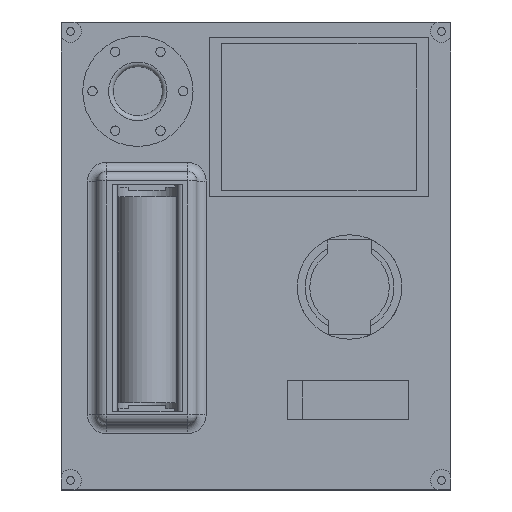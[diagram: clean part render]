
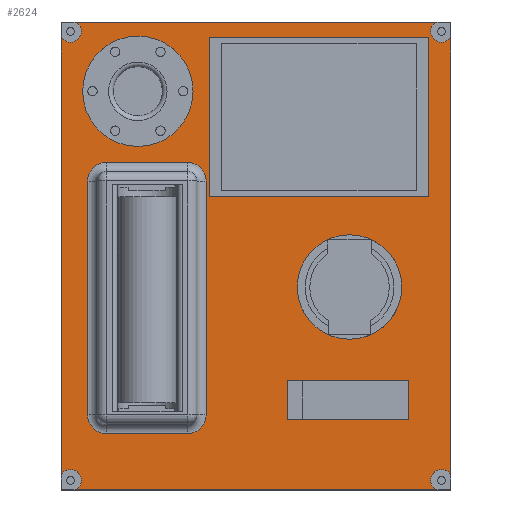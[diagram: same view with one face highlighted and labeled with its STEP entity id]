
A CAD part, top view. The second image highlights one B-rep face of the part: STEP entity #2624.
In plain terms, the highlighted planar face has unit normal (0, 0, 1).
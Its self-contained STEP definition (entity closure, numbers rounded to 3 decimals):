
#69=FACE_BOUND('',#412,.T.);
#70=FACE_BOUND('',#413,.T.);
#71=FACE_BOUND('',#414,.T.);
#72=FACE_BOUND('',#415,.T.);
#73=FACE_BOUND('',#416,.T.);
#115=PLANE('',#2862);
#238=FACE_OUTER_BOUND('',#411,.T.);
#411=EDGE_LOOP('',(#2056,#2057,#2058,#2059,#2060,#2061,#2062,#2063));
#412=EDGE_LOOP('',(#2064));
#413=EDGE_LOOP('',(#2065));
#414=EDGE_LOOP('',(#2066,#2067,#2068,#2069));
#415=EDGE_LOOP('',(#2070,#2071,#2072,#2073));
#416=EDGE_LOOP('',(#2074,#2075,#2076,#2077,#2078,#2079,#2080,#2081));
#609=LINE('',#4111,#857);
#613=LINE('',#4133,#861);
#617=LINE('',#4155,#865);
#629=LINE('',#4187,#877);
#633=LINE('',#4199,#881);
#634=LINE('',#4203,#882);
#635=LINE('',#4207,#883);
#636=LINE('',#4210,#884);
#637=LINE('',#4215,#885);
#638=LINE('',#4217,#886);
#639=LINE('',#4219,#887);
#640=LINE('',#4220,#888);
#641=LINE('',#4223,#889);
#642=LINE('',#4225,#890);
#643=LINE('',#4227,#891);
#644=LINE('',#4228,#892);
#857=VECTOR('',#3285,10.);
#861=VECTOR('',#3311,10.);
#865=VECTOR('',#3337,10.);
#877=VECTOR('',#3377,10.);
#881=VECTOR('',#3391,10.);
#882=VECTOR('',#3394,10.);
#883=VECTOR('',#3397,10.);
#884=VECTOR('',#3400,10.);
#885=VECTOR('',#3403,10.);
#886=VECTOR('',#3404,10.);
#887=VECTOR('',#3405,10.);
#888=VECTOR('',#3406,10.);
#889=VECTOR('',#3407,10.);
#890=VECTOR('',#3408,10.);
#891=VECTOR('',#3409,10.);
#892=VECTOR('',#3410,10.);
#1050=CIRCLE('',#2802,16.75);
#1055=CIRCLE('',#2813,6.);
#1061=CIRCLE('',#2820,6.);
#1066=CIRCLE('',#2829,6.);
#1073=CIRCLE('',#2840,6.);
#1083=CIRCLE('',#2863,3.5);
#1084=CIRCLE('',#2864,3.5);
#1085=CIRCLE('',#2865,3.5);
#1086=CIRCLE('',#2866,3.5);
#1087=CIRCLE('',#2867,17.7);
#1231=VERTEX_POINT('',#4080);
#1232=VERTEX_POINT('',#4093);
#1233=VERTEX_POINT('',#4094);
#1238=VERTEX_POINT('',#4105);
#1239=VERTEX_POINT('',#4107);
#1243=VERTEX_POINT('',#4124);
#1244=VERTEX_POINT('',#4125);
#1250=VERTEX_POINT('',#4146);
#1251=VERTEX_POINT('',#4147);
#1260=VERTEX_POINT('',#4195);
#1261=VERTEX_POINT('',#4196);
#1262=VERTEX_POINT('',#4198);
#1263=VERTEX_POINT('',#4200);
#1264=VERTEX_POINT('',#4202);
#1265=VERTEX_POINT('',#4204);
#1266=VERTEX_POINT('',#4206);
#1267=VERTEX_POINT('',#4208);
#1268=VERTEX_POINT('',#4211);
#1269=VERTEX_POINT('',#4213);
#1270=VERTEX_POINT('',#4214);
#1271=VERTEX_POINT('',#4216);
#1272=VERTEX_POINT('',#4218);
#1273=VERTEX_POINT('',#4221);
#1274=VERTEX_POINT('',#4222);
#1275=VERTEX_POINT('',#4224);
#1276=VERTEX_POINT('',#4226);
#1500=EDGE_CURVE('',#1231,#1231,#1050,.T.);
#1506=EDGE_CURVE('',#1232,#1233,#1055,.T.);
#1512=EDGE_CURVE('',#1238,#1239,#1061,.T.);
#1514=EDGE_CURVE('',#1233,#1238,#609,.T.);
#1521=EDGE_CURVE('',#1243,#1244,#1066,.T.);
#1525=EDGE_CURVE('',#1244,#1232,#613,.T.);
#1532=EDGE_CURVE('',#1250,#1251,#1073,.T.);
#1536=EDGE_CURVE('',#1251,#1243,#617,.T.);
#1554=EDGE_CURVE('',#1239,#1250,#629,.T.);
#1558=EDGE_CURVE('',#1260,#1261,#1083,.T.);
#1559=EDGE_CURVE('',#1261,#1262,#633,.T.);
#1560=EDGE_CURVE('',#1262,#1263,#1084,.T.);
#1561=EDGE_CURVE('',#1263,#1264,#634,.T.);
#1562=EDGE_CURVE('',#1264,#1265,#1085,.T.);
#1563=EDGE_CURVE('',#1265,#1266,#635,.T.);
#1564=EDGE_CURVE('',#1266,#1267,#1086,.T.);
#1565=EDGE_CURVE('',#1267,#1260,#636,.T.);
#1566=EDGE_CURVE('',#1268,#1268,#1087,.T.);
#1567=EDGE_CURVE('',#1269,#1270,#637,.T.);
#1568=EDGE_CURVE('',#1270,#1271,#638,.T.);
#1569=EDGE_CURVE('',#1271,#1272,#639,.T.);
#1570=EDGE_CURVE('',#1272,#1269,#640,.T.);
#1571=EDGE_CURVE('',#1273,#1274,#641,.T.);
#1572=EDGE_CURVE('',#1274,#1275,#642,.T.);
#1573=EDGE_CURVE('',#1275,#1276,#643,.T.);
#1574=EDGE_CURVE('',#1276,#1273,#644,.T.);
#2056=ORIENTED_EDGE('',*,*,#1558,.T.);
#2057=ORIENTED_EDGE('',*,*,#1559,.T.);
#2058=ORIENTED_EDGE('',*,*,#1560,.T.);
#2059=ORIENTED_EDGE('',*,*,#1561,.T.);
#2060=ORIENTED_EDGE('',*,*,#1562,.T.);
#2061=ORIENTED_EDGE('',*,*,#1563,.T.);
#2062=ORIENTED_EDGE('',*,*,#1564,.T.);
#2063=ORIENTED_EDGE('',*,*,#1565,.T.);
#2064=ORIENTED_EDGE('',*,*,#1500,.T.);
#2065=ORIENTED_EDGE('',*,*,#1566,.T.);
#2066=ORIENTED_EDGE('',*,*,#1567,.T.);
#2067=ORIENTED_EDGE('',*,*,#1568,.T.);
#2068=ORIENTED_EDGE('',*,*,#1569,.T.);
#2069=ORIENTED_EDGE('',*,*,#1570,.T.);
#2070=ORIENTED_EDGE('',*,*,#1571,.T.);
#2071=ORIENTED_EDGE('',*,*,#1572,.T.);
#2072=ORIENTED_EDGE('',*,*,#1573,.T.);
#2073=ORIENTED_EDGE('',*,*,#1574,.T.);
#2074=ORIENTED_EDGE('',*,*,#1532,.F.);
#2075=ORIENTED_EDGE('',*,*,#1554,.F.);
#2076=ORIENTED_EDGE('',*,*,#1512,.F.);
#2077=ORIENTED_EDGE('',*,*,#1514,.F.);
#2078=ORIENTED_EDGE('',*,*,#1506,.F.);
#2079=ORIENTED_EDGE('',*,*,#1525,.F.);
#2080=ORIENTED_EDGE('',*,*,#1521,.F.);
#2081=ORIENTED_EDGE('',*,*,#1536,.F.);
#2624=ADVANCED_FACE('',(#238,#69,#70,#71,#72,#73),#115,.T.);
#2802=AXIS2_PLACEMENT_3D('',#4081,#3242,#3243);
#2813=AXIS2_PLACEMENT_3D('',#4095,#3265,#3266);
#2820=AXIS2_PLACEMENT_3D('',#4108,#3279,#3280);
#2829=AXIS2_PLACEMENT_3D('',#4126,#3301,#3302);
#2840=AXIS2_PLACEMENT_3D('',#4148,#3327,#3328);
#2862=AXIS2_PLACEMENT_3D('',#4194,#3387,#3388);
#2863=AXIS2_PLACEMENT_3D('',#4197,#3389,#3390);
#2864=AXIS2_PLACEMENT_3D('',#4201,#3392,#3393);
#2865=AXIS2_PLACEMENT_3D('',#4205,#3395,#3396);
#2866=AXIS2_PLACEMENT_3D('',#4209,#3398,#3399);
#2867=AXIS2_PLACEMENT_3D('',#4212,#3401,#3402);
#3242=DIRECTION('center_axis',(0.,0.,-1.));
#3243=DIRECTION('ref_axis',(-1.,0.,0.));
#3265=DIRECTION('center_axis',(0.,0.,1.));
#3266=DIRECTION('ref_axis',(-0.707,0.707,0.));
#3279=DIRECTION('center_axis',(0.,0.,1.));
#3280=DIRECTION('ref_axis',(-0.707,-0.707,0.));
#3285=DIRECTION('',(0.,-1.,0.));
#3301=DIRECTION('center_axis',(0.,0.,1.));
#3302=DIRECTION('ref_axis',(0.707,0.707,0.));
#3311=DIRECTION('',(-1.,0.,0.));
#3327=DIRECTION('center_axis',(0.,0.,1.));
#3328=DIRECTION('ref_axis',(0.707,-0.707,0.));
#3337=DIRECTION('',(0.,1.,0.));
#3377=DIRECTION('',(1.,0.,0.));
#3387=DIRECTION('center_axis',(0.,0.,1.));
#3388=DIRECTION('ref_axis',(1.,0.,0.));
#3389=DIRECTION('center_axis',(0.,0.,-1.));
#3390=DIRECTION('ref_axis',(1.,0.,0.));
#3391=DIRECTION('',(0.,1.,0.));
#3392=DIRECTION('center_axis',(0.,0.,-1.));
#3393=DIRECTION('ref_axis',(1.,0.,0.));
#3394=DIRECTION('',(-1.,0.,0.));
#3395=DIRECTION('center_axis',(0.,0.,-1.));
#3396=DIRECTION('ref_axis',(1.,0.,0.));
#3397=DIRECTION('',(0.,-1.,0.));
#3398=DIRECTION('center_axis',(0.,0.,-1.));
#3399=DIRECTION('ref_axis',(1.,0.,0.));
#3400=DIRECTION('',(1.,0.,0.));
#3401=DIRECTION('center_axis',(0.,0.,-1.));
#3402=DIRECTION('ref_axis',(-1.,0.,0.));
#3403=DIRECTION('',(0.,-1.,0.));
#3404=DIRECTION('',(-1.,0.,0.));
#3405=DIRECTION('',(0.,1.,0.));
#3406=DIRECTION('',(1.,0.,0.));
#3407=DIRECTION('',(0.,-1.,0.));
#3408=DIRECTION('',(-1.,0.,0.));
#3409=DIRECTION('',(0.,1.,0.));
#3410=DIRECTION('',(1.,0.,0.));
#4080=CARTESIAN_POINT('',(46.75,-10.,57.));
#4081=CARTESIAN_POINT('Origin',(30.,-10.,57.));
#4093=CARTESIAN_POINT('',(-48.,30.,57.));
#4094=CARTESIAN_POINT('',(-54.,24.,57.));
#4095=CARTESIAN_POINT('Origin',(-48.,24.,57.));
#4105=CARTESIAN_POINT('',(-54.,-51.,57.));
#4107=CARTESIAN_POINT('',(-48.,-57.,57.));
#4108=CARTESIAN_POINT('Origin',(-48.,-51.,57.));
#4111=CARTESIAN_POINT('',(-54.,13.5,57.));
#4124=CARTESIAN_POINT('',(-16.,24.,57.));
#4125=CARTESIAN_POINT('',(-22.,30.,57.));
#4126=CARTESIAN_POINT('Origin',(-22.,24.,57.));
#4133=CARTESIAN_POINT('',(-9.5,30.,57.));
#4146=CARTESIAN_POINT('',(-22.,-57.,57.));
#4147=CARTESIAN_POINT('',(-16.,-51.,57.));
#4148=CARTESIAN_POINT('Origin',(-22.,-51.,57.));
#4155=CARTESIAN_POINT('',(-16.,-27.,57.));
#4187=CARTESIAN_POINT('',(-25.5,-57.,57.));
#4194=CARTESIAN_POINT('Origin',(0.,0.,57.));
#4195=CARTESIAN_POINT('',(57.697,-75.,57.));
#4196=CARTESIAN_POINT('',(62.5,-70.197,57.));
#4197=CARTESIAN_POINT('Origin',(59.5,-72.,57.));
#4198=CARTESIAN_POINT('',(62.5,70.197,57.));
#4199=CARTESIAN_POINT('',(62.5,-37.5,57.));
#4200=CARTESIAN_POINT('',(57.697,75.,57.));
#4201=CARTESIAN_POINT('Origin',(59.5,72.,57.));
#4202=CARTESIAN_POINT('',(-57.697,75.,57.));
#4203=CARTESIAN_POINT('',(31.25,75.,57.));
#4204=CARTESIAN_POINT('',(-62.5,70.197,57.));
#4205=CARTESIAN_POINT('Origin',(-59.5,72.,57.));
#4206=CARTESIAN_POINT('',(-62.5,-70.197,57.));
#4207=CARTESIAN_POINT('',(-62.5,37.5,57.));
#4208=CARTESIAN_POINT('',(-57.697,-75.,57.));
#4209=CARTESIAN_POINT('Origin',(-59.5,-72.,57.));
#4210=CARTESIAN_POINT('',(-31.25,-75.,57.));
#4211=CARTESIAN_POINT('',(-20.198,52.783,57.));
#4212=CARTESIAN_POINT('Origin',(-37.898,52.783,57.));
#4213=CARTESIAN_POINT('',(55.3,70.,57.));
#4214=CARTESIAN_POINT('',(55.3,19.,57.));
#4215=CARTESIAN_POINT('',(55.3,35.,57.));
#4216=CARTESIAN_POINT('',(-15.,19.,57.));
#4217=CARTESIAN_POINT('',(27.65,19.,57.));
#4218=CARTESIAN_POINT('',(-15.,70.,57.));
#4219=CARTESIAN_POINT('',(-15.,9.5,57.));
#4220=CARTESIAN_POINT('',(-7.5,70.,57.));
#4221=CARTESIAN_POINT('',(49.,-40.,57.));
#4222=CARTESIAN_POINT('',(49.,-52.5,57.));
#4223=CARTESIAN_POINT('',(49.,-20.,57.));
#4224=CARTESIAN_POINT('',(10.,-52.5,57.));
#4225=CARTESIAN_POINT('',(24.5,-52.5,57.));
#4226=CARTESIAN_POINT('',(10.,-40.,57.));
#4227=CARTESIAN_POINT('',(10.,-26.25,57.));
#4228=CARTESIAN_POINT('',(5.,-40.,57.));
